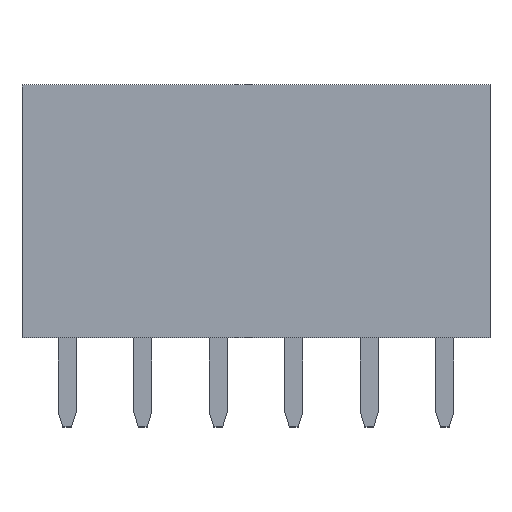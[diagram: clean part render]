
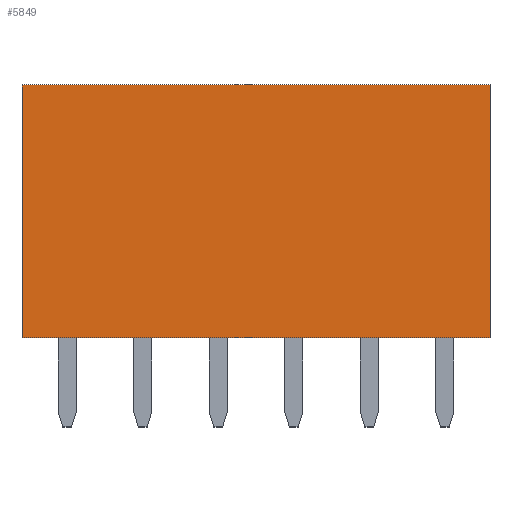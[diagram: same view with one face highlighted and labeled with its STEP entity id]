
A CAD part, top view. The second image highlights one B-rep face of the part: STEP entity #5849.
In plain terms, the highlighted planar face has unit normal (0, 0, 1).
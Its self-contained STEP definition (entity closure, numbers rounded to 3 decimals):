
#75=DIRECTION('',(0.,-1.,0.));
#76=VECTOR('',#75,8.5);
#77=CARTESIAN_POINT('',(-7.87,8.5,1.27));
#78=LINE('',#77,#76);
#1783=DIRECTION('',(0.,-1.,0.));
#1784=VECTOR('',#1783,8.5);
#1785=CARTESIAN_POINT('',(7.87,8.5,1.27));
#1786=LINE('',#1785,#1784);
#1832=DIRECTION('',(1.,0.,0.));
#1833=VECTOR('',#1832,15.74);
#1834=CARTESIAN_POINT('',(-7.87,0.,1.27));
#1835=LINE('',#1834,#1833);
#1846=DIRECTION('',(1.,0.,0.));
#1847=VECTOR('',#1846,15.74);
#1848=CARTESIAN_POINT('',(-7.87,8.5,1.27));
#1849=LINE('',#1848,#1847);
#3309=CARTESIAN_POINT('',(-7.87,8.5,1.27));
#3310=CARTESIAN_POINT('',(-7.87,0.,1.27));
#3311=VERTEX_POINT('',#3309);
#3312=VERTEX_POINT('',#3310);
#3317=CARTESIAN_POINT('',(7.87,8.5,1.27));
#3318=CARTESIAN_POINT('',(7.87,0.,1.27));
#3319=VERTEX_POINT('',#3317);
#3320=VERTEX_POINT('',#3318);
#5837=CARTESIAN_POINT('',(-7.87,8.5,1.27));
#5838=DIRECTION('',(0.,0.,1.));
#5839=DIRECTION('',(0.,-1.,0.));
#5840=AXIS2_PLACEMENT_3D('',#5837,#5838,#5839);
#5841=PLANE('',#5840);
#5842=ORIENTED_EDGE('',*,*,#3934,.F.);
#5844=ORIENTED_EDGE('',*,*,#5843,.T.);
#5845=ORIENTED_EDGE('',*,*,#5798,.T.);
#5846=ORIENTED_EDGE('',*,*,#5818,.F.);
#5847=EDGE_LOOP('',(#5842,#5844,#5845,#5846));
#5848=FACE_OUTER_BOUND('',#5847,.F.);
#5849=ADVANCED_FACE('',(#5848),#5841,.T.);
#3934=EDGE_CURVE('',#3311,#3312,#78,.T.);
#5798=EDGE_CURVE('',#3319,#3320,#1786,.T.);
#5818=EDGE_CURVE('',#3312,#3320,#1835,.T.);
#5843=EDGE_CURVE('',#3311,#3319,#1849,.T.);
